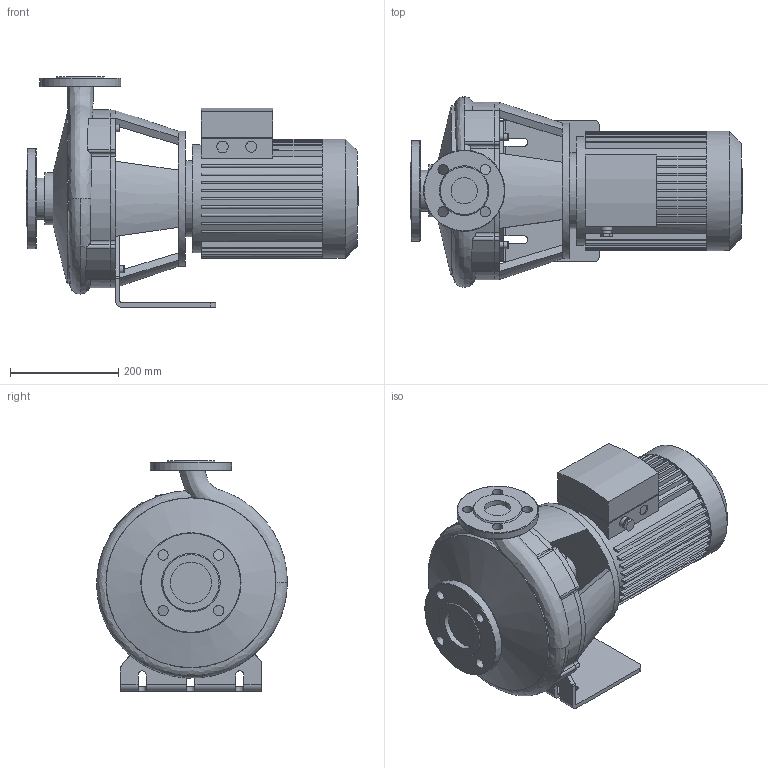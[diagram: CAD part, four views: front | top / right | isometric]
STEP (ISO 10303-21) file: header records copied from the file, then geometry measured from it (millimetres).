
FILE_DESCRIPTION(/* description */ (''),/* implementation_level */ '2;1');
FILE_NAME(/* name */ '3d_BL40_240-3_4-2142012.stp',/* time_stamp */ '2017-11-06T15:09:16+01:00',/* author */ ('Andrzej'),/* organization */ (''),/* preprocessor_version */ 'ST-DEVELOPER v16.13',/* originating_system */ 'AutoCAD Mechanical',/* authorisation */ '');
FILE_SCHEMA (('AUTOMOTIVE_DESIGN { 1 0 10303 214 3 1 1 }'));
Length unit declared in the file: millimetre
Products named in the file (1): Product
Bounding box: 612.5 x 351.99 x 425 mm (x, y, z)
Volume: 23798534.8 mm3; surface area: 1394271.6 mm2
Topology: 9 solids, 9 shells, 467 faces, 1255 edges, 812 vertices
Faces by surface type: plane 274, cylinder 145, bspline 36, torus 8, cone 4
Full cylindrical faces by diameter (mm): 9 x4, 13 x4, 16 x1, 19 x8, 20 x4, 48.3 x1, 50 x1, 76.1 x2, 96.1 x1, 140 x1, 150 x1, 185 x1, 200 x1, 220 x1, 250 x1, 313.36 x1
Entity records: 17509 total; most frequent: CARTESIAN_POINT 5817, DIRECTION 2436, ORIENTED_EDGE 2400, EDGE_CURVE 1200, AXIS2_PLACEMENT_3D 887, VERTEX_POINT 802, LINE 662, VECTOR 662
